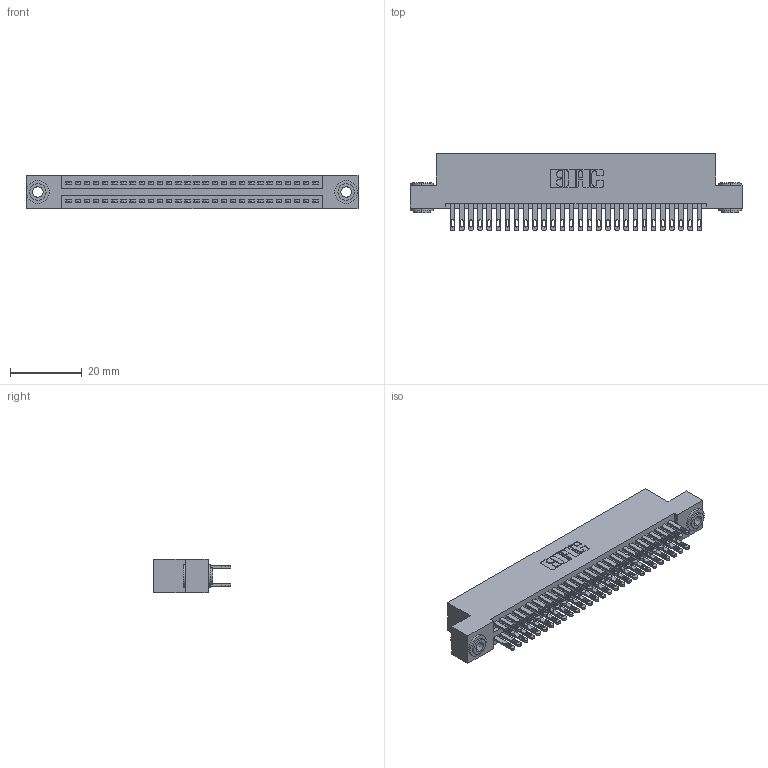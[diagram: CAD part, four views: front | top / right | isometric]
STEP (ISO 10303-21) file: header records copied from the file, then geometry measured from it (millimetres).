
FILE_DESCRIPTION (( 'STEP AP203' ), '1' );
FILE_NAME ('895-056-500-203.STEP', '2020-09-27T15:40:48', ( '' ), ( '' ), 'SwSTEP 2.0', 'SolidWorks 2020', '' );
FILE_SCHEMA (( 'CONFIG_CONTROL_DESIGN' ));
Length unit declared in the file: inch
Products named in the file (4): 345-250-002_345-250-002-102; 895-056-500-203; 845 Part_Flush Mounting Lugs - 0.156 Dia-TH; 345-292-001_345-293-100
Assembly tree (59 placements, depth 2):
  895-056-500-203
    845 Part_Flush Mounting Lugs - 0.156 Dia-TH
    345-292-001_345-293-100  x56
    345-250-002_345-250-002-102  x2
Bounding box: 92.33 x 21.51 x 9.4 mm (x, y, z)
Volume: 9029.5 mm3; surface area: 13852 mm2
Topology: 59 solids, 59 shells, 2740 faces, 8313 edges, 5538 vertices
Faces by surface type: plane 1602, cylinder 1130, cone 8
Entity records: 24434 total; most frequent: CARTESIAN_POINT 4083, ORIENTED_EDGE 4010, DIRECTION 3651, EDGE_CURVE 2005, VECTOR 1733, LINE 1733, VERTEX_POINT 1334, AXIS2_PLACEMENT_3D 959
